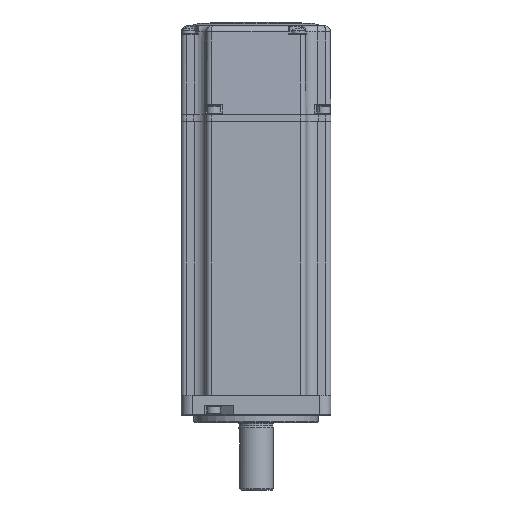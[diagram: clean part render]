
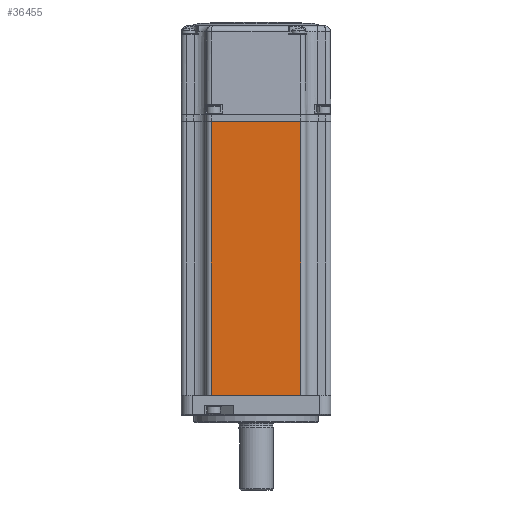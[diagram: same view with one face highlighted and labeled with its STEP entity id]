
A CAD part, front view. The second image highlights one B-rep face of the part: STEP entity #36455.
In plain terms, the highlighted planar face has unit normal (0, -1, 0).
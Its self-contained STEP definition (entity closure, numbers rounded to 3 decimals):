
#1710 = AXIS2_PLACEMENT_3D ( 'NONE', #17781, #17786, #17787 ) ;
#4715 = CARTESIAN_POINT ( 'NONE',  ( 18., -30., -13. ) ) ;
#4728 = CARTESIAN_POINT ( 'NONE',  ( -18., -30., 96.5 ) ) ;
#4730 = CARTESIAN_POINT ( 'NONE',  ( 18., -30., 96.5 ) ) ;
#4735 = CARTESIAN_POINT ( 'NONE',  ( -18., -30., -13. ) ) ;
#4980 = LINE ( 'NONE', #14800, #4988 ) ;
#4988 = VECTOR ( 'NONE', #14779, 1000. ) ;
#5720 = FACE_OUTER_BOUND ( 'NONE', #31125, .T. ) ;
#8871 = DIRECTION ( 'NONE',  ( -1., 0., 0. ) ) ;
#8883 = CARTESIAN_POINT ( 'NONE',  ( 30., -30., -13. ) ) ;
#8975 = CARTESIAN_POINT ( 'NONE',  ( 18., -30., 97.75 ) ) ;
#8977 = DIRECTION ( 'NONE',  ( 0., 0., 1. ) ) ;
#8993 = CARTESIAN_POINT ( 'NONE',  ( -30., -30., 96.5 ) ) ;
#8994 = DIRECTION ( 'NONE',  ( 1., 0., 0. ) ) ;
#11583 = EDGE_CURVE ( 'NONE', #33304, #33324, #22233, .T. ) ;
#11610 = EDGE_CURVE ( 'NONE', #33304, #33319, #22291, .T. ) ;
#11614 = EDGE_CURVE ( 'NONE', #33317, #33319, #22303, .T. ) ;
#12029 = EDGE_CURVE ( 'NONE', #33317, #33324, #4980, .T. ) ;
#14779 = DIRECTION ( 'NONE',  ( 0., 0., -1. ) ) ;
#14800 = CARTESIAN_POINT ( 'NONE',  ( -18., -30., 97.75 ) ) ;
#17781 = CARTESIAN_POINT ( 'NONE',  ( -20., -30., 97.75 ) ) ;
#17784 = PLANE ( 'NONE',  #1710 ) ;
#17786 = DIRECTION ( 'NONE',  ( 0., 1., 0. ) ) ;
#17787 = DIRECTION ( 'NONE',  ( -1., 0., 0. ) ) ;
#22233 = LINE ( 'NONE', #8883, #22235 ) ;
#22235 = VECTOR ( 'NONE', #8871, 1000. ) ;
#22291 = LINE ( 'NONE', #8975, #22294 ) ;
#22294 = VECTOR ( 'NONE', #8977, 1000. ) ;
#22303 = LINE ( 'NONE', #8993, #22308 ) ;
#22308 = VECTOR ( 'NONE', #8994, 1000. ) ;
#31125 = EDGE_LOOP ( 'NONE', ( #41016, #41017, #41018, #41019 ) ) ;
#33304 = VERTEX_POINT ( 'NONE', #4715 ) ;
#33317 = VERTEX_POINT ( 'NONE', #4728 ) ;
#33319 = VERTEX_POINT ( 'NONE', #4730 ) ;
#33324 = VERTEX_POINT ( 'NONE', #4735 ) ;
#36455 = ADVANCED_FACE ( 'NONE', ( #5720 ), #17784, .F. ) ;
#41016 = ORIENTED_EDGE ( 'NONE', *, *, #11583, .F. ) ;
#41017 = ORIENTED_EDGE ( 'NONE', *, *, #11610, .T. ) ;
#41018 = ORIENTED_EDGE ( 'NONE', *, *, #11614, .F. ) ;
#41019 = ORIENTED_EDGE ( 'NONE', *, *, #12029, .T. ) ;
